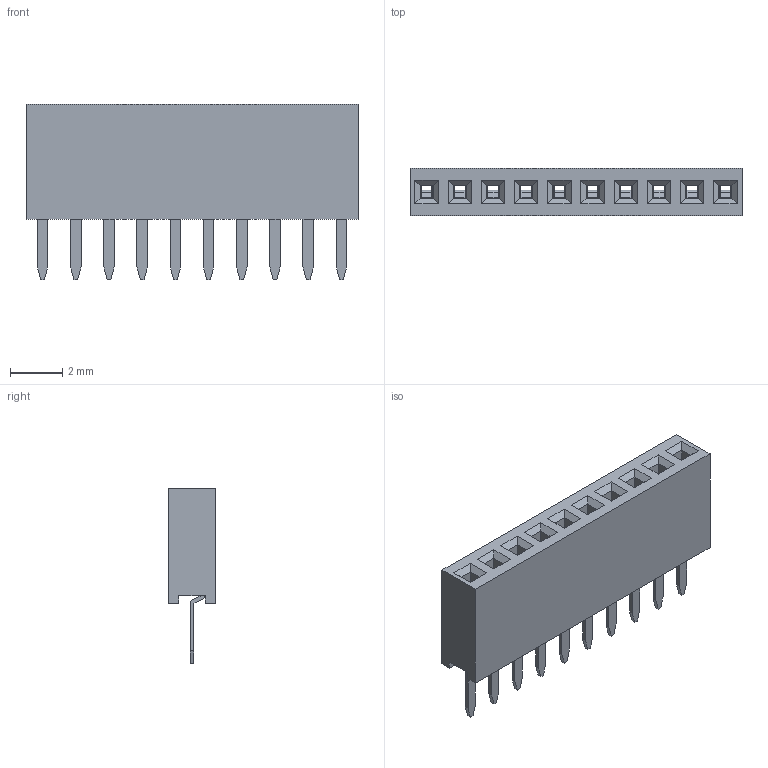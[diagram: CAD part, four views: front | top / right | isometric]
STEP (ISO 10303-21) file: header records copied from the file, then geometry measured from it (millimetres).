
FILE_DESCRIPTION(('STEP AP214'), '1');
FILE_NAME('PBS1.27', '', ('UNSPECIFIED'), ('UNSPECIFIED'), 'ASCON STEP Converter 1.6', 'ASCON Math Kernel', '');
FILE_SCHEMA(('AUTOMOTIVE_DESIGN { 1 0 10303 214 3 1 1}'));
Length unit declared in the file: millimetre
Bounding box: 12.7 x 1.8 x 6.7 mm (x, y, z)
Volume: 72.1 mm3; surface area: 513.8 mm2
Topology: 11 solids, 11 shells, 630 faces, 1664 edges, 1056 vertices
Faces by surface type: plane 540, cylinder 90
Entity records: 24208 total; most frequent: CARTESIAN_POINT 3351, ORIENTED_EDGE 3328, DIRECTION 3106, EDGE_CURVE 1664, LINE 1484, VECTOR 1484, VERTEX_POINT 1056, AXIS2_PLACEMENT_3D 811
